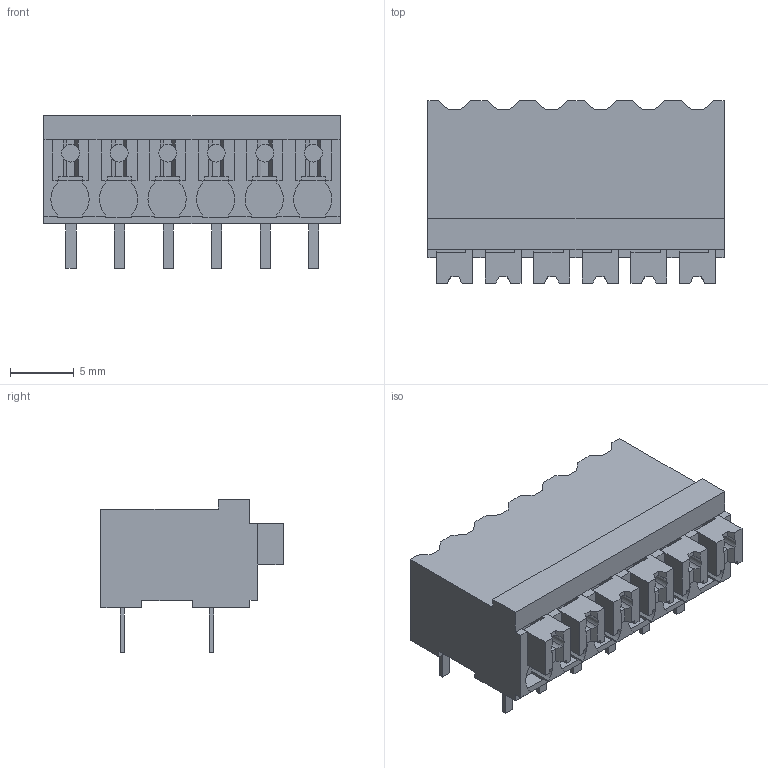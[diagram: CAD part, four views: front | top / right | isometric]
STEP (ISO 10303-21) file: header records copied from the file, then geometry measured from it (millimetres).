
FILE_DESCRIPTION(('CATIA V5 STEP Exchange','CAx-IF Rec.Pracs.--- Model Styling and Organization---1.2---2011-12-15'),'2;1');
FILE_NAME ('D1458147_0', '2018-03-22T10:11:05+00:00', ('none'), ('Weidmueller'), 'CATIA Version 5-6 Release 2014', 'CATIA V5 STEP AP214', 'none');
FILE_SCHEMA(('AUTOMOTIVE_DESIGN { 1 0 10303 214 1 1 1 1 }'));
Length unit declared in the file: millimetre
Products named in the file (1): 1875960000
Bounding box: 23.25 x 14.3 x 12 mm (x, y, z)
Volume: 1996.7 mm3; surface area: 1974.6 mm2
Topology: 19 solids, 19 shells, 472 faces, 1319 edges, 879 vertices
Faces by surface type: plane 400, cylinder 72
Entity records: 14627 total; most frequent: CARTESIAN_POINT 2733, ORIENTED_EDGE 2638, DIRECTION 1907, EDGE_CURVE 1319, VECTOR 1169, LINE 1169, VERTEX_POINT 879, EDGE_LOOP 478
